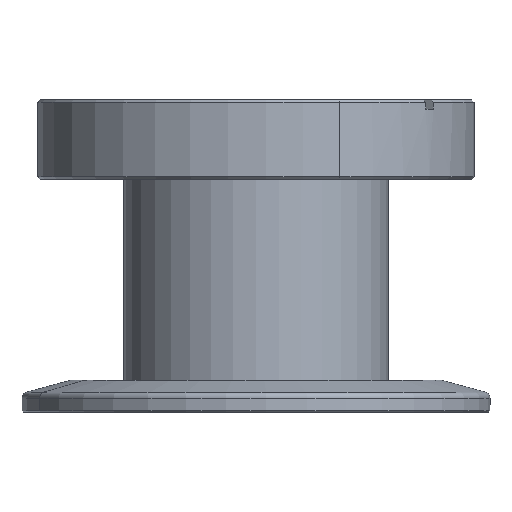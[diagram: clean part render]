
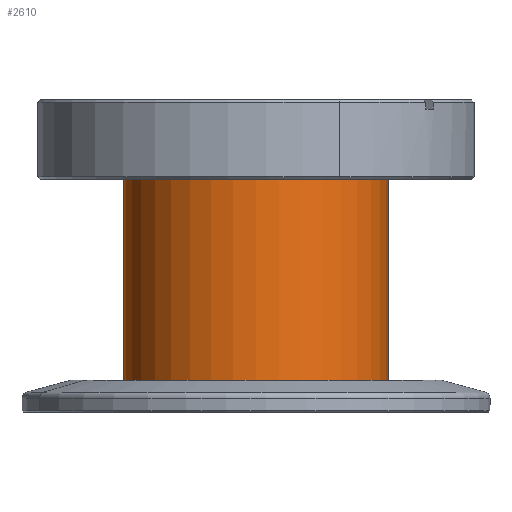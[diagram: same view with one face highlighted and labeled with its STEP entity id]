
A CAD part, front view. The second image highlights one B-rep face of the part: STEP entity #2610.
In plain terms, the highlighted cylindrical face has radius 21.2 mm (diameter 42.4 mm), a partial arc.
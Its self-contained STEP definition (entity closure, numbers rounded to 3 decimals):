
#184 = AXIS2_PLACEMENT_3D ( 'NONE', #909, #2358, #1131 ) ;
#200 = CYLINDRICAL_SURFACE ( 'NONE', #1146, 21.2 ) ;
#277 = VERTEX_POINT ( 'NONE', #1517 ) ;
#308 = DIRECTION ( 'NONE',  ( 0., 0., -1. ) ) ;
#551 = FACE_OUTER_BOUND ( 'NONE', #614, .T. ) ;
#586 = CIRCLE ( 'NONE', #184, 21.2 ) ;
#614 = EDGE_LOOP ( 'NONE', ( #1084, #2424, #2299, #1598 ) ) ;
#719 = DIRECTION ( 'NONE',  ( 0., 0., 1. ) ) ;
#901 = DIRECTION ( 'NONE',  ( 0., 0., -1. ) ) ;
#909 = CARTESIAN_POINT ( 'NONE',  ( 0., 0., -20.6 ) ) ;
#960 = VERTEX_POINT ( 'NONE', #1441 ) ;
#963 = DIRECTION ( 'NONE',  ( -1., 0., 0. ) ) ;
#1084 = ORIENTED_EDGE ( 'NONE', *, *, #2573, .F. ) ;
#1131 = DIRECTION ( 'NONE',  ( 1., 0., 0. ) ) ;
#1146 = AXIS2_PLACEMENT_3D ( 'NONE', #1593, #1391, #963 ) ;
#1198 = VERTEX_POINT ( 'NONE', #2360 ) ;
#1294 = EDGE_CURVE ( 'NONE', #2420, #960, #2694, .T. ) ;
#1316 = CARTESIAN_POINT ( 'NONE',  ( -21.2, 0., 20.6 ) ) ;
#1357 = EDGE_CURVE ( 'NONE', #2420, #1198, #2637, .T. ) ;
#1391 = DIRECTION ( 'NONE',  ( 0., 0., -1. ) ) ;
#1441 = CARTESIAN_POINT ( 'NONE',  ( -21.2, 0., -20.6 ) ) ;
#1517 = CARTESIAN_POINT ( 'NONE',  ( 21.2, 0., -20.6 ) ) ;
#1519 = AXIS2_PLACEMENT_3D ( 'NONE', #1973, #719, #2183 ) ;
#1546 = CARTESIAN_POINT ( 'NONE',  ( -21.2, 0., 20.6 ) ) ;
#1585 = CARTESIAN_POINT ( 'NONE',  ( 21.2, 0., 20.6 ) ) ;
#1593 = CARTESIAN_POINT ( 'NONE',  ( 0., 0., 20.6 ) ) ;
#1598 = ORIENTED_EDGE ( 'NONE', *, *, #2329, .T. ) ;
#1603 = VECTOR ( 'NONE', #901, 1000. ) ;
#1615 = VECTOR ( 'NONE', #308, 1000. ) ;
#1973 = CARTESIAN_POINT ( 'NONE',  ( 0., 0., 20.6 ) ) ;
#2145 = LINE ( 'NONE', #1585, #1615 ) ;
#2183 = DIRECTION ( 'NONE',  ( 1., 0., 0. ) ) ;
#2299 = ORIENTED_EDGE ( 'NONE', *, *, #1294, .T. ) ;
#2329 = EDGE_CURVE ( 'NONE', #960, #277, #586, .T. ) ;
#2358 = DIRECTION ( 'NONE',  ( 0., 0., 1. ) ) ;
#2360 = CARTESIAN_POINT ( 'NONE',  ( 21.2, 0., 20.6 ) ) ;
#2420 = VERTEX_POINT ( 'NONE', #1316 ) ;
#2424 = ORIENTED_EDGE ( 'NONE', *, *, #1357, .F. ) ;
#2573 = EDGE_CURVE ( 'NONE', #1198, #277, #2145, .T. ) ;
#2610 = ADVANCED_FACE ( 'NONE', ( #551 ), #200, .T. ) ;
#2637 = CIRCLE ( 'NONE', #1519, 21.2 ) ;
#2694 = LINE ( 'NONE', #1546, #1603 ) ;
